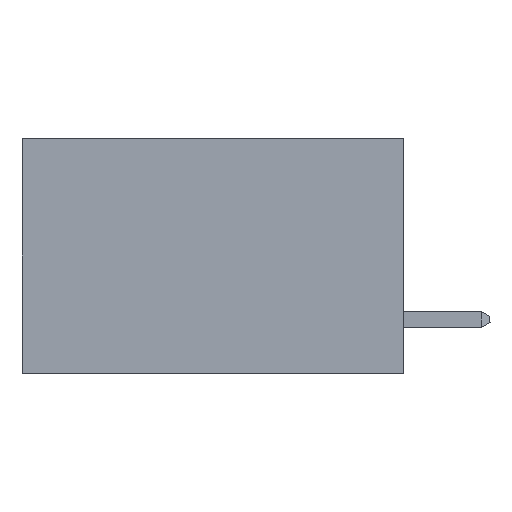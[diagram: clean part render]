
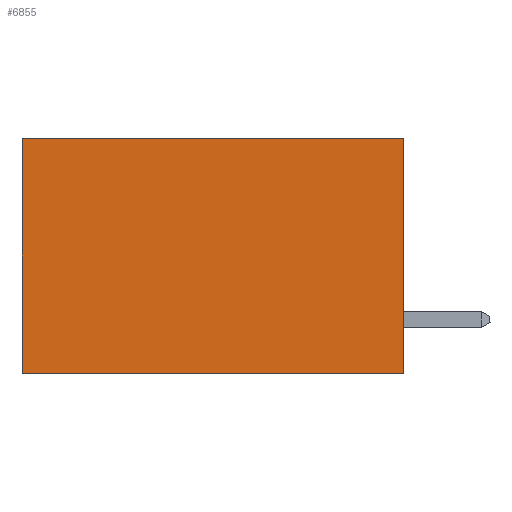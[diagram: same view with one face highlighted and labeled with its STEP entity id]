
A CAD part, left-side view. The second image highlights one B-rep face of the part: STEP entity #6855.
In plain terms, the highlighted planar face has unit normal (-1, 0, 0).
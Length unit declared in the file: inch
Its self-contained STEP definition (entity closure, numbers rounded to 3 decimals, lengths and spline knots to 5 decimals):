
#817 = CARTESIAN_POINT ( 'NONE',  ( 0.2875, 0., -0.37 ) ) ;
#1308 = CARTESIAN_POINT ( 'NONE',  ( 0.2875, 0., 0. ) ) ;
#3892 = LINE ( 'NONE', #26879, #29156 ) ;
#4322 = DIRECTION ( 'NONE',  ( 1., 0., 0. ) ) ;
#4394 = CARTESIAN_POINT ( 'NONE',  ( 0.2875, 0., -0.37 ) ) ;
#4590 = EDGE_CURVE ( 'NONE', #22323, #7583, #6901, .T. ) ;
#4725 = LINE ( 'NONE', #17794, #30380 ) ;
#6855 = ADVANCED_FACE ( 'NONE', ( #17710 ), #9687, .F. ) ;
#6901 = LINE ( 'NONE', #29029, #30300 ) ;
#7583 = VERTEX_POINT ( 'NONE', #26725 ) ;
#9687 = PLANE ( 'NONE',  #19837 ) ;
#14281 = DIRECTION ( 'NONE',  ( 0., 1., 0. ) ) ;
#14767 = LINE ( 'NONE', #817, #23549 ) ;
#15858 = DIRECTION ( 'NONE',  ( 0., 1., 0. ) ) ;
#16227 = ORIENTED_EDGE ( 'NONE', *, *, #29389, .T. ) ;
#16750 = EDGE_CURVE ( 'NONE', #25543, #26080, #14767, .T. ) ;
#17232 = CARTESIAN_POINT ( 'NONE',  ( 0.2875, 0.6, -0.37 ) ) ;
#17710 = FACE_OUTER_BOUND ( 'NONE', #19592, .T. ) ;
#17794 = CARTESIAN_POINT ( 'NONE',  ( 0.2875, 0.6, 0. ) ) ;
#19592 = EDGE_LOOP ( 'NONE', ( #16227, #28236, #30231, #25880 ) ) ;
#19837 = AXIS2_PLACEMENT_3D ( 'NONE', #1308, #4322, #27651 ) ;
#20635 = DIRECTION ( 'NONE',  ( 0., 0., -1. ) ) ;
#21447 = CARTESIAN_POINT ( 'NONE',  ( 0.2875, 0., 0. ) ) ;
#22323 = VERTEX_POINT ( 'NONE', #21447 ) ;
#23549 = VECTOR ( 'NONE', #15858, 39.37008 ) ;
#24333 = DIRECTION ( 'NONE',  ( 0., 0., -1. ) ) ;
#25543 = VERTEX_POINT ( 'NONE', #4394 ) ;
#25880 = ORIENTED_EDGE ( 'NONE', *, *, #4590, .T. ) ;
#26080 = VERTEX_POINT ( 'NONE', #17232 ) ;
#26725 = CARTESIAN_POINT ( 'NONE',  ( 0.2875, 0.6, 0. ) ) ;
#26879 = CARTESIAN_POINT ( 'NONE',  ( 0.2875, 0., 0. ) ) ;
#27651 = DIRECTION ( 'NONE',  ( 0., 0., -1. ) ) ;
#28236 = ORIENTED_EDGE ( 'NONE', *, *, #16750, .F. ) ;
#29029 = CARTESIAN_POINT ( 'NONE',  ( 0.2875, 0., 0. ) ) ;
#29156 = VECTOR ( 'NONE', #24333, 39.37008 ) ;
#29389 = EDGE_CURVE ( 'NONE', #7583, #26080, #4725, .T. ) ;
#30231 = ORIENTED_EDGE ( 'NONE', *, *, #33590, .F. ) ;
#30300 = VECTOR ( 'NONE', #14281, 39.37008 ) ;
#30380 = VECTOR ( 'NONE', #20635, 39.37008 ) ;
#33590 = EDGE_CURVE ( 'NONE', #22323, #25543, #3892, .T. ) ;
